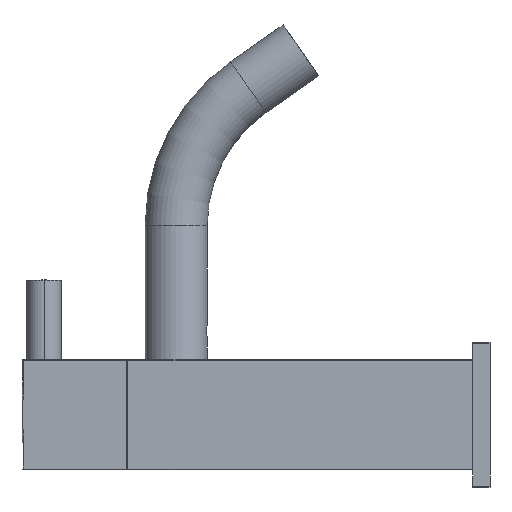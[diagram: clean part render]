
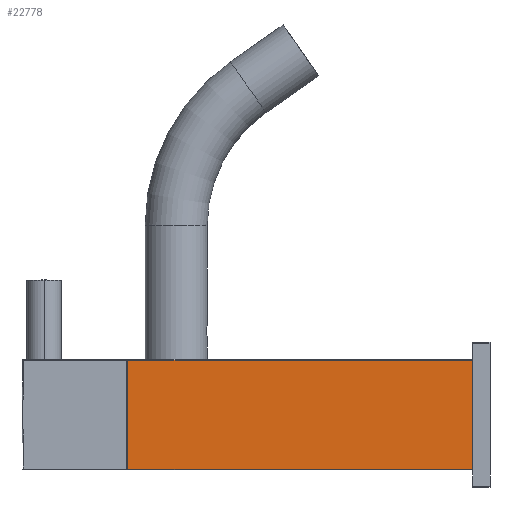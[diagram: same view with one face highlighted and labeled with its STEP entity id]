
A CAD part, left-side view. The second image highlights one B-rep face of the part: STEP entity #22778.
In plain terms, the highlighted planar face has unit normal (-1, 0, 0).
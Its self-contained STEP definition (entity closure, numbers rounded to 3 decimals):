
#9923=DIRECTION('',(0.,0.,1.));
#9924=VECTOR('',#9923,31.639);
#9925=CARTESIAN_POINT('',(-16.,0.,-15.819));
#9926=LINE('',#9925,#9924);
#9927=DIRECTION('',(0.,1.,0.));
#9928=VECTOR('',#9927,100.);
#9929=CARTESIAN_POINT('',(-16.,0.,-15.819));
#9930=LINE('',#9929,#9928);
#9931=DIRECTION('',(0.,1.,0.));
#9932=VECTOR('',#9931,100.);
#9933=CARTESIAN_POINT('',(-16.,0.,15.819));
#9934=LINE('',#9933,#9932);
#9979=DIRECTION('',(0.,0.,1.));
#9980=VECTOR('',#9979,31.639);
#9981=CARTESIAN_POINT('',(-16.,100.,-15.819));
#9982=LINE('',#9981,#9980);
#13608=CARTESIAN_POINT('',(-16.,100.,15.819));
#13610=VERTEX_POINT('',#13608);
#13621=CARTESIAN_POINT('',(-16.,100.,-15.819));
#13623=VERTEX_POINT('',#13621);
#15429=CARTESIAN_POINT('',(-16.,0.,-15.819));
#15430=CARTESIAN_POINT('',(-16.,0.,15.819));
#15431=VERTEX_POINT('',#15429);
#15432=VERTEX_POINT('',#15430);
#22765=CARTESIAN_POINT('',(-16.,0.,-16.));
#22766=DIRECTION('',(-1.,0.,0.));
#22767=DIRECTION('',(0.,0.,1.));
#22768=AXIS2_PLACEMENT_3D('',#22765,#22766,#22767);
#22769=PLANE('',#22768);
#22770=ORIENTED_EDGE('',*,*,#21350,.F.);
#22772=ORIENTED_EDGE('',*,*,#22771,.T.);
#22774=ORIENTED_EDGE('',*,*,#22773,.T.);
#22775=ORIENTED_EDGE('',*,*,#21312,.F.);
#22776=EDGE_LOOP('',(#22770,#22772,#22774,#22775));
#22777=FACE_OUTER_BOUND('',#22776,.F.);
#22778=ADVANCED_FACE('',(#22777),#22769,.T.);
#21312=EDGE_CURVE('',#15432,#13610,#9934,.T.);
#21350=EDGE_CURVE('',#15431,#15432,#9926,.T.);
#22771=EDGE_CURVE('',#15431,#13623,#9930,.T.);
#22773=EDGE_CURVE('',#13623,#13610,#9982,.T.);
